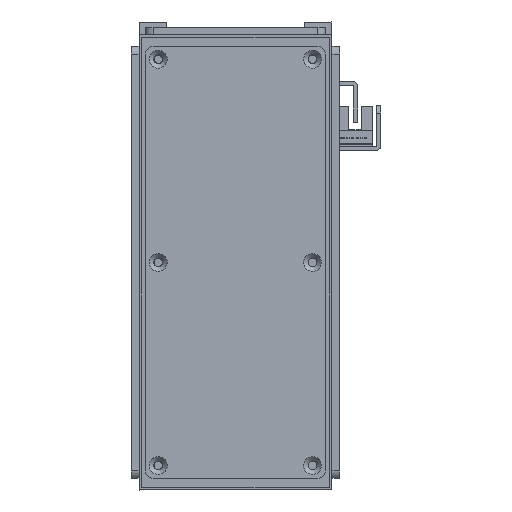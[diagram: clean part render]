
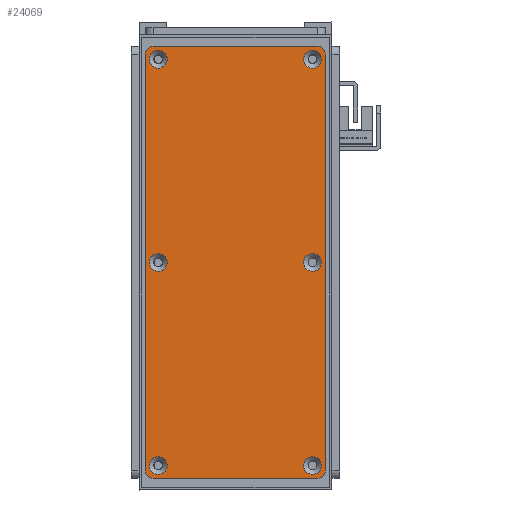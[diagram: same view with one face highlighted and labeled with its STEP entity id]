
A CAD part, left-side view. The second image highlights one B-rep face of the part: STEP entity #24069.
In plain terms, the highlighted face is planar.
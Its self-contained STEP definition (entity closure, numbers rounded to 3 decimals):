
#964=PLANE('',#26932);
#1412=FACE_BOUND('',#4934,.T.);
#1413=FACE_BOUND('',#4935,.T.);
#1414=FACE_BOUND('',#4936,.T.);
#1415=FACE_BOUND('',#4937,.T.);
#1416=FACE_BOUND('',#4938,.T.);
#1417=FACE_BOUND('',#4939,.T.);
#3265=FACE_OUTER_BOUND('',#4933,.T.);
#4933=EDGE_LOOP('',(#22158,#22159,#22160,#22161,#22162,#22163,#22164,#22165));
#4934=EDGE_LOOP('',(#22166));
#4935=EDGE_LOOP('',(#22167));
#4936=EDGE_LOOP('',(#22168));
#4937=EDGE_LOOP('',(#22169));
#4938=EDGE_LOOP('',(#22170));
#4939=EDGE_LOOP('',(#22171));
#6949=LINE('',#41408,#9006);
#6952=LINE('',#41416,#9009);
#6955=LINE('',#41424,#9012);
#6958=LINE('',#41431,#9015);
#9006=VECTOR('',#33664,10.);
#9009=VECTOR('',#33673,10.);
#9012=VECTOR('',#33682,10.);
#9015=VECTOR('',#33691,10.);
#10343=CIRCLE('',#26886,3.45);
#10346=CIRCLE('',#26891,3.45);
#10349=CIRCLE('',#26896,3.45);
#10352=CIRCLE('',#26901,3.45);
#10355=CIRCLE('',#26906,3.45);
#10358=CIRCLE('',#26911,3.45);
#10365=CIRCLE('',#26921,3.);
#10366=CIRCLE('',#26924,3.);
#10367=CIRCLE('',#26927,3.);
#10368=CIRCLE('',#26930,3.);
#12462=VERTEX_POINT('',#41324);
#12465=VERTEX_POINT('',#41334);
#12468=VERTEX_POINT('',#41344);
#12471=VERTEX_POINT('',#41354);
#12474=VERTEX_POINT('',#41364);
#12477=VERTEX_POINT('',#41374);
#12488=VERTEX_POINT('',#41401);
#12489=VERTEX_POINT('',#41403);
#12490=VERTEX_POINT('',#41407);
#12491=VERTEX_POINT('',#41411);
#12492=VERTEX_POINT('',#41415);
#12493=VERTEX_POINT('',#41419);
#12494=VERTEX_POINT('',#41423);
#12495=VERTEX_POINT('',#41427);
#15700=EDGE_CURVE('',#12462,#12462,#10343,.T.);
#15705=EDGE_CURVE('',#12465,#12465,#10346,.T.);
#15710=EDGE_CURVE('',#12468,#12468,#10349,.T.);
#15715=EDGE_CURVE('',#12471,#12471,#10352,.T.);
#15720=EDGE_CURVE('',#12474,#12474,#10355,.T.);
#15725=EDGE_CURVE('',#12477,#12477,#10358,.T.);
#15739=EDGE_CURVE('',#12489,#12488,#10365,.T.);
#15741=EDGE_CURVE('',#12490,#12489,#6949,.T.);
#15743=EDGE_CURVE('',#12491,#12490,#10366,.T.);
#15745=EDGE_CURVE('',#12492,#12491,#6952,.T.);
#15747=EDGE_CURVE('',#12493,#12492,#10367,.T.);
#15749=EDGE_CURVE('',#12494,#12493,#6955,.T.);
#15751=EDGE_CURVE('',#12495,#12494,#10368,.T.);
#15753=EDGE_CURVE('',#12488,#12495,#6958,.T.);
#22158=ORIENTED_EDGE('',*,*,#15753,.T.);
#22159=ORIENTED_EDGE('',*,*,#15751,.T.);
#22160=ORIENTED_EDGE('',*,*,#15749,.T.);
#22161=ORIENTED_EDGE('',*,*,#15747,.T.);
#22162=ORIENTED_EDGE('',*,*,#15745,.T.);
#22163=ORIENTED_EDGE('',*,*,#15743,.T.);
#22164=ORIENTED_EDGE('',*,*,#15741,.T.);
#22165=ORIENTED_EDGE('',*,*,#15739,.T.);
#22166=ORIENTED_EDGE('',*,*,#15700,.T.);
#22167=ORIENTED_EDGE('',*,*,#15705,.T.);
#22168=ORIENTED_EDGE('',*,*,#15710,.T.);
#22169=ORIENTED_EDGE('',*,*,#15715,.T.);
#22170=ORIENTED_EDGE('',*,*,#15720,.T.);
#22171=ORIENTED_EDGE('',*,*,#15725,.T.);
#24069=ADVANCED_FACE('',(#3265,#1412,#1413,#1414,#1415,#1416,#1417),#964,
 .T.);
#26886=AXIS2_PLACEMENT_3D('',#41325,#33572,#33573);
#26891=AXIS2_PLACEMENT_3D('',#41335,#33584,#33585);
#26896=AXIS2_PLACEMENT_3D('',#41345,#33596,#33597);
#26901=AXIS2_PLACEMENT_3D('',#41355,#33608,#33609);
#26906=AXIS2_PLACEMENT_3D('',#41365,#33620,#33621);
#26911=AXIS2_PLACEMENT_3D('',#41375,#33632,#33633);
#26921=AXIS2_PLACEMENT_3D('',#41404,#33659,#33660);
#26924=AXIS2_PLACEMENT_3D('',#41412,#33668,#33669);
#26927=AXIS2_PLACEMENT_3D('',#41420,#33677,#33678);
#26930=AXIS2_PLACEMENT_3D('',#41428,#33686,#33687);
#26932=AXIS2_PLACEMENT_3D('',#41432,#33692,#33693);
#33572=DIRECTION('center_axis',(0.,0.,-1.));
#33573=DIRECTION('ref_axis',(1.,0.,0.));
#33584=DIRECTION('center_axis',(0.,0.,-1.));
#33585=DIRECTION('ref_axis',(1.,0.,0.));
#33596=DIRECTION('center_axis',(0.,0.,-1.));
#33597=DIRECTION('ref_axis',(1.,0.,0.));
#33608=DIRECTION('center_axis',(0.,0.,-1.));
#33609=DIRECTION('ref_axis',(1.,0.,0.));
#33620=DIRECTION('center_axis',(0.,0.,-1.));
#33621=DIRECTION('ref_axis',(1.,0.,0.));
#33632=DIRECTION('center_axis',(0.,0.,-1.));
#33633=DIRECTION('ref_axis',(1.,0.,0.));
#33659=DIRECTION('center_axis',(0.,0.,1.));
#33660=DIRECTION('ref_axis',(-1.,0.,0.));
#33664=DIRECTION('',(0.,1.,0.));
#33668=DIRECTION('center_axis',(0.,0.,1.));
#33669=DIRECTION('ref_axis',(0.,1.,0.));
#33673=DIRECTION('',(1.,0.,0.));
#33677=DIRECTION('center_axis',(0.,0.,1.));
#33678=DIRECTION('ref_axis',(1.,0.,0.));
#33682=DIRECTION('',(0.,-1.,0.));
#33686=DIRECTION('center_axis',(0.,0.,1.));
#33687=DIRECTION('ref_axis',(0.,-1.,0.));
#33691=DIRECTION('',(-1.,0.,0.));
#33692=DIRECTION('center_axis',(0.,0.,1.));
#33693=DIRECTION('ref_axis',(1.,0.,0.));
#41324=CARTESIAN_POINT('',(-3.45,30.,1.5));
#41325=CARTESIAN_POINT('Origin',(0.,30.,1.5));
#41334=CARTESIAN_POINT('',(75.55,-30.,1.5));
#41335=CARTESIAN_POINT('Origin',(79.,-30.,1.5));
#41344=CARTESIAN_POINT('',(-82.45,30.,1.5));
#41345=CARTESIAN_POINT('Origin',(-79.,30.,1.5));
#41354=CARTESIAN_POINT('',(75.55,30.,1.5));
#41355=CARTESIAN_POINT('Origin',(79.,30.,1.5));
#41364=CARTESIAN_POINT('',(-82.45,-30.,1.5));
#41365=CARTESIAN_POINT('Origin',(-79.,-30.,1.5));
#41374=CARTESIAN_POINT('',(-3.45,-30.,1.5));
#41375=CARTESIAN_POINT('Origin',(0.,-30.,1.5));
#41401=CARTESIAN_POINT('',(81.,35.,1.5));
#41403=CARTESIAN_POINT('',(84.,32.,1.5));
#41404=CARTESIAN_POINT('Origin',(81.,32.,1.5));
#41407=CARTESIAN_POINT('',(84.,-32.,1.5));
#41408=CARTESIAN_POINT('',(84.,32.,1.5));
#41411=CARTESIAN_POINT('',(81.,-35.,1.5));
#41412=CARTESIAN_POINT('Origin',(81.,-32.,1.5));
#41415=CARTESIAN_POINT('',(-81.,-35.,1.5));
#41416=CARTESIAN_POINT('',(81.,-35.,1.5));
#41419=CARTESIAN_POINT('',(-84.,-32.,1.5));
#41420=CARTESIAN_POINT('Origin',(-81.,-32.,1.5));
#41423=CARTESIAN_POINT('',(-84.,32.,1.5));
#41424=CARTESIAN_POINT('',(-84.,-32.,1.5));
#41427=CARTESIAN_POINT('',(-81.,35.,1.5));
#41428=CARTESIAN_POINT('Origin',(-81.,32.,1.5));
#41431=CARTESIAN_POINT('',(-81.,35.,1.5));
#41432=CARTESIAN_POINT('Origin',(0.,0.,
1.5));
